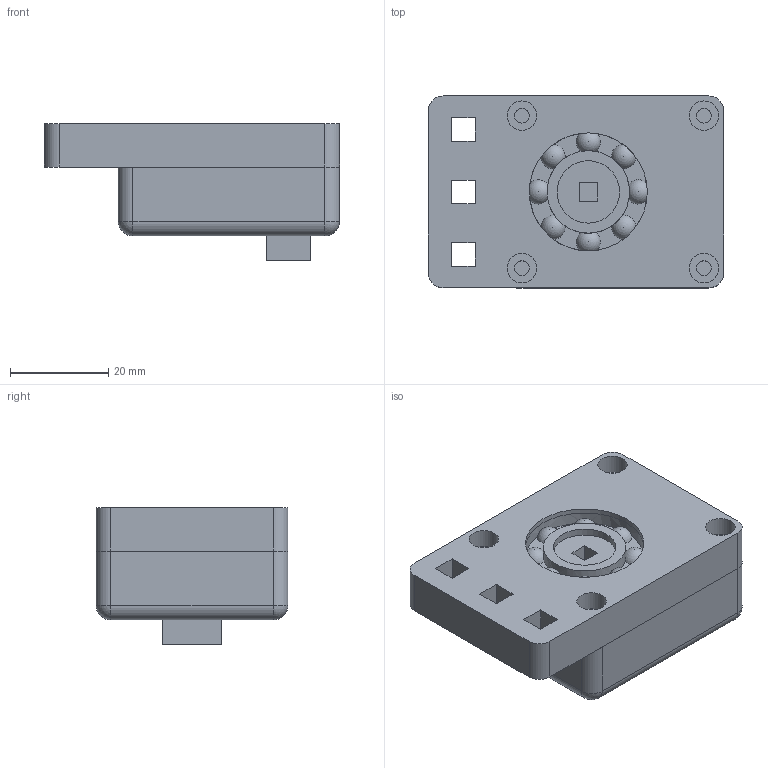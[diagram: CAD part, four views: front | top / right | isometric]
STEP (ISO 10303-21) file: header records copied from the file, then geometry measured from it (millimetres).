
FILE_DESCRIPTION(/* description */ (''),/* implementation_level */ '2;1');
FILE_NAME(/* name */ 'Encoder v4.step',/* time_stamp */ '2018-09-09T17:15:57-04:00',/* author */ ('Xaveagle'),/* organization */ (''),/* preprocessor_version */ 'ST-DEVELOPER v17.2',/* originating_system */ 'Autodesk Translation Framework v7.6.0.251',/* authorisation */ '');
FILE_SCHEMA (('AUTOMOTIVE_DESIGN { 1 0 10303 214 3 1 1 }'));
Length unit declared in the file: millimetre
Products named in the file (5): Encoder; Shaft Mount; Encoder Board; Large Bearing v1; Top Plate
Assembly tree (4 placements, depth 2):
  Encoder
    Shaft Mount
    Encoder Board
    Large Bearing v1
    Top Plate
Bounding box: 60 x 39 x 27.85 mm (x, y, z)
Volume: 35869.9 mm3; surface area: 19642.6 mm2
Topology: 5 solids, 5 shells, 153 faces, 405 edges, 266 vertices
Faces by surface type: plane 89, cylinder 44, sphere 20
Full cylindrical faces by diameter (mm): 2.3 x8, 3 x8, 6 x4, 6.4 x1, 12.7 x2, 16 x1, 16.764 x2, 24.003 x3, 28.575 x1, 28.775 x1
Entity records: 5438 total; most frequent: CARTESIAN_POINT 1365, DIRECTION 857, ORIENTED_EDGE 778, EDGE_CURVE 389, AXIS2_PLACEMENT_3D 342, VERTEX_POINT 266, EDGE_LOOP 201, CIRCLE 180
